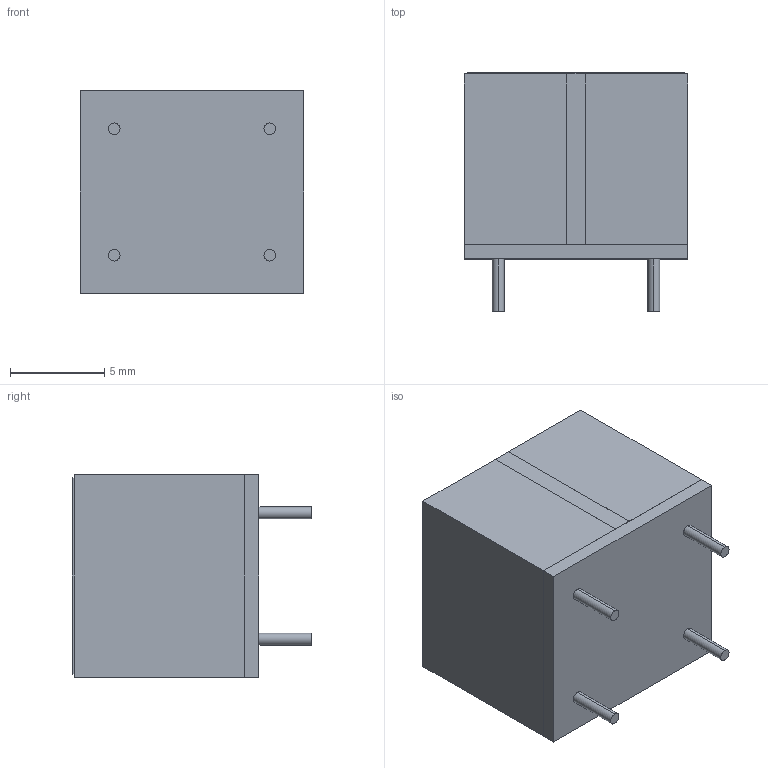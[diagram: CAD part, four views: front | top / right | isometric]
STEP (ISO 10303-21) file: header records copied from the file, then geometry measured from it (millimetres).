
FILE_DESCRIPTION (( 'STEP AP214' ), '1' );
FILE_NAME ('Coilcraft-JA4575-BL.STEP', '2019-02-11T13:08:52', ( '' ), ( '' ), 'SwSTEP 2.0', 'SolidWorks 2019', '' );
FILE_SCHEMA (( 'AUTOMOTIVE_DESIGN' ));
Length unit declared in the file: millimetre
Products named in the file (1): Coilcraft-JA4575-BL
Bounding box: 11.84 x 12.71 x 10.75 mm (x, y, z)
Volume: 1263.9 mm3; surface area: 1366.1 mm2
Topology: 2 solids, 2 shells, 446 faces, 1075 edges, 663 vertices
Faces by surface type: bspline 283, plane 153, cylinder 10
Entity records: 22817 total; most frequent: CARTESIAN_POINT 9523, ORIENTED_EDGE 2150, EDGE_CURVE 1075, DIRECTION 857, VERTEX_POINT 663, B_SPLINE_CURVE_WITH_KNOTS 566, VECTOR 489, LINE 489
